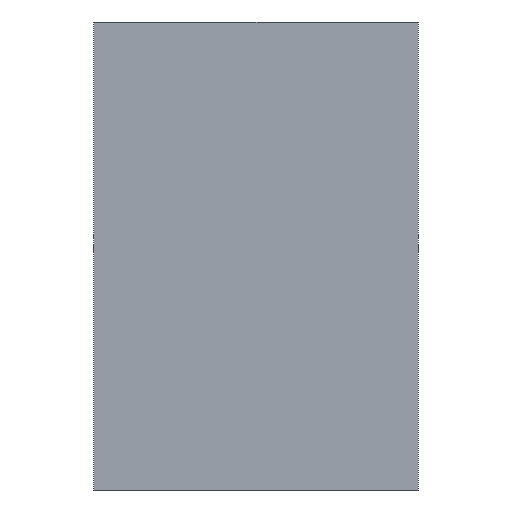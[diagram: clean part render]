
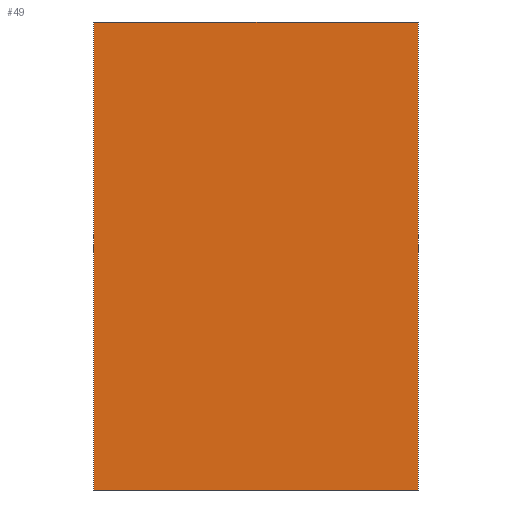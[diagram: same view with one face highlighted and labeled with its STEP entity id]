
A CAD part, left-side view. The second image highlights one B-rep face of the part: STEP entity #49.
In plain terms, the highlighted planar face has unit normal (-1, 0, 0).
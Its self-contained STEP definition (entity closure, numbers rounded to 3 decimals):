
#49=ADVANCED_FACE('',(#79),#419,.T.);
#79=FACE_OUTER_BOUND('',#109,.T.);
#109=EDGE_LOOP('',(#220,#221,#222,#223));
#220=ORIENTED_EDGE('',*,*,#290,.T.);
#221=ORIENTED_EDGE('',*,*,#283,.T.);
#222=ORIENTED_EDGE('',*,*,#291,.F.);
#223=ORIENTED_EDGE('',*,*,#288,.F.);
#283=EDGE_CURVE('',#384,#387,#343,.T.);
#288=EDGE_CURVE('',#390,#391,#348,.T.);
#290=EDGE_CURVE('',#390,#384,#350,.T.);
#291=EDGE_CURVE('',#391,#387,#351,.T.);
#343=B_SPLINE_CURVE_WITH_KNOTS('',1,(#748,#749),.UNSPECIFIED.,.F.,.F.,(2,
2),(0.,10878.),.UNSPECIFIED.);
#348=B_SPLINE_CURVE_WITH_KNOTS('',1,(#758,#759),.UNSPECIFIED.,.F.,.F.,(2,
2),(0.,10878.),.UNSPECIFIED.);
#350=B_SPLINE_CURVE_WITH_KNOTS('',1,(#762,#763),.UNSPECIFIED.,.F.,.F.,(2,
2),(24486.,32026.),.UNSPECIFIED.);
#351=B_SPLINE_CURVE_WITH_KNOTS('',1,(#764,#765),.UNSPECIFIED.,.F.,.F.,(2,
2),(24486.,32026.),.UNSPECIFIED.);
#384=VERTEX_POINT('',#734);
#387=VERTEX_POINT('',#737);
#390=VERTEX_POINT('',#740);
#391=VERTEX_POINT('',#741);
#419=PLANE('',#537);
#537=AXIS2_PLACEMENT_3D('',#731,#570,$);
#570=DIRECTION('',(-1.,0.,0.));
#731=CARTESIAN_POINT('',(130133.,33320.,0.));
#734=CARTESIAN_POINT('',(130133.,25780.,0.));
#737=CARTESIAN_POINT('',(130133.,25780.,10878.));
#740=CARTESIAN_POINT('',(130133.,33320.,0.));
#741=CARTESIAN_POINT('',(130133.,33320.,10878.));
#748=CARTESIAN_POINT('',(130133.,25780.,0.));
#749=CARTESIAN_POINT('',(130133.,25780.,10878.));
#758=CARTESIAN_POINT('',(130133.,33320.,0.));
#759=CARTESIAN_POINT('',(130133.,33320.,10878.));
#762=CARTESIAN_POINT('',(130133.,33320.,0.));
#763=CARTESIAN_POINT('',(130133.,25780.,0.));
#764=CARTESIAN_POINT('',(130133.,33320.,10878.));
#765=CARTESIAN_POINT('',(130133.,25780.,10878.));
